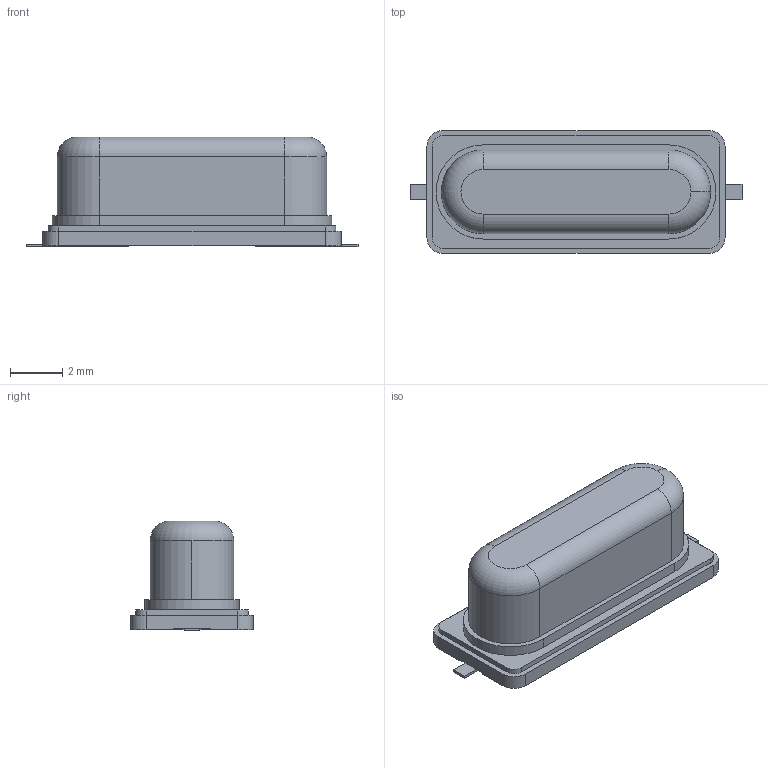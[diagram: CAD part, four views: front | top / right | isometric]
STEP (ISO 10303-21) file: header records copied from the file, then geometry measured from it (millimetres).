
FILE_DESCRIPTION (( 'STEP AP214' ), '1' );
FILE_NAME ('ABLS-12.000MHZ-B4-T.STEP', '2022-03-18T09:09:06', ( '' ), ( '' ), 'SwSTEP 2.0', 'SolidWorks 2018', '' );
FILE_SCHEMA (( 'AUTOMOTIVE_DESIGN' ));
Length unit declared in the file: millimetre
Products named in the file (1): ABLS-12.000MHZ-B4-T
Bounding box: 12.7 x 4.7 x 4.2 mm (x, y, z)
Volume: 142.7 mm3; surface area: 208.9 mm2
Topology: 1 solids, 1 shells, 70 faces, 177 edges, 114 vertices
Faces by surface type: plane 43, cylinder 24, torus 3
Entity records: 2902 total; most frequent: DIRECTION 372, CARTESIAN_POINT 362, ORIENTED_EDGE 354, EDGE_CURVE 177, AXIS2_PLACEMENT_3D 124, LINE 124, VECTOR 124, VERTEX_POINT 114
